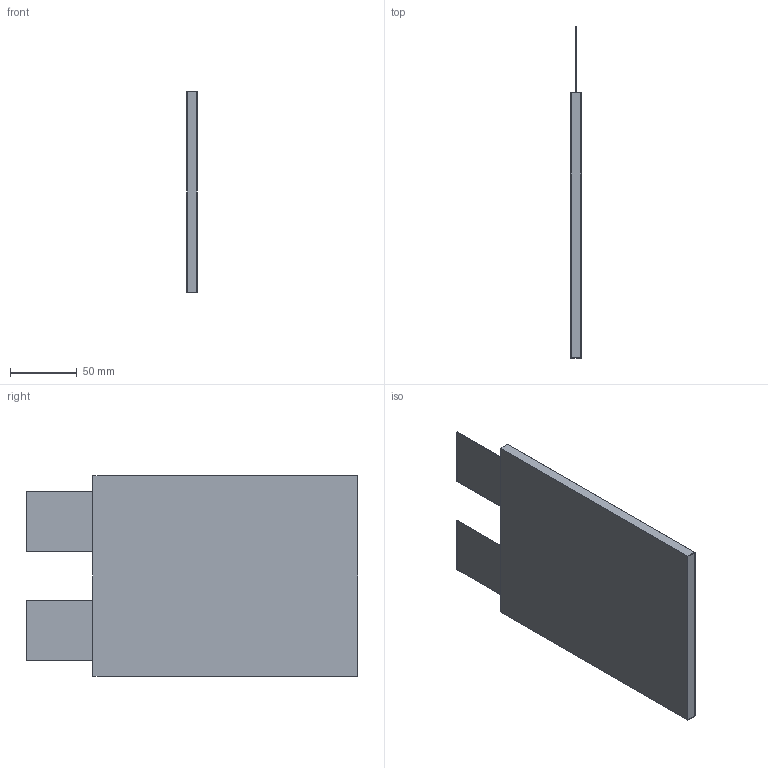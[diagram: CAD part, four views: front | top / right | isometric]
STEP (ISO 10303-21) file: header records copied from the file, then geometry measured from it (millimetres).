
FILE_DESCRIPTION(('STEP AP214'),'1');
FILE_NAME('pouch.stp','2023-06-14T12:31:30',(' '),(' '),'Spatial InterOp 3D',' ',' ');
FILE_SCHEMA(('AUTOMOTIVE_DESIGN { 1 0 10303 214 1 1 1 1 }'));
Length unit declared in the file: metre
Products named in the file (7): Component1; POUCH_FRONT_BACK; POUCH_BOTTOM; pouch; CELL_STACK; TAB_AL_BENDED; TAB_CU_BENDED
Assembly tree (6 placements, depth 3):
  pouch
    Component1
      POUCH_FRONT_BACK
      POUCH_BOTTOM
    CELL_STACK
    TAB_AL_BENDED
    TAB_CU_BENDED
Bounding box: 7.55 x 248.15 x 150 mm (x, y, z)
Volume: 225546.9 mm3; surface area: 196122.8 mm2
Topology: 6 solids, 6 shells, 44 faces, 96 edges, 64 vertices
Faces by surface type: plane 44
Entity records: 1385 total; most frequent: CARTESIAN_POINT 212, DIRECTION 200, ORIENTED_EDGE 192, EDGE_CURVE 96, LINE 96, VECTOR 96, VERTEX_POINT 64, AXIS2_PLACEMENT_3D 52
